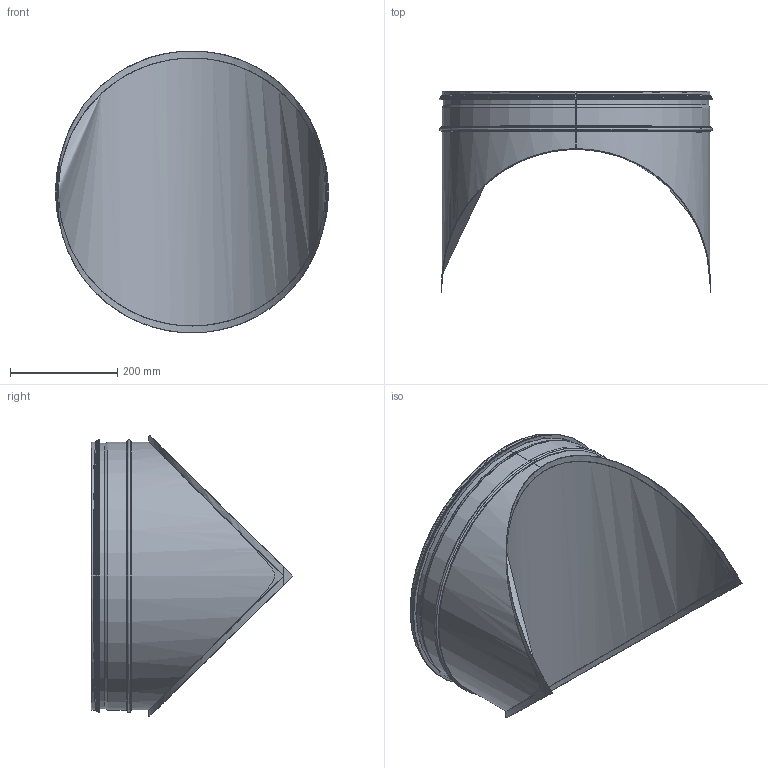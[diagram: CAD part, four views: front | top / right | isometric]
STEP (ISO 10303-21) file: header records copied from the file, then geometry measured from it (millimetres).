
FILE_DESCRIPTION((''),'2;1');
FILE_NAME('HPS-500-500.stp','2014-02-24T07:57:55',(''),(''),'Autodesk Inventor 2013','Autodesk Inventor 2013','');
FILE_SCHEMA(('AUTOMOTIVE_DESIGN { 1 2 10303 214 0 1 1 1 }'));
Length unit declared in the file: millimetre
Products named in the file (5): HPS-500-500; 999010; HPSRörämne_500-500; HPSRörämnesdel_500-500; SvepHPS_500-500
Assembly tree (4 placements, depth 3):
  HPS-500-500
    999010
    HPSRörämne_500-500
      HPSRörämnesdel_500-500
      SvepHPS_500-500
Bounding box: 509.15 x 375.38 x 524.79 mm (x, y, z)
Volume: 1354849.9 mm3; surface area: 781856 mm2
Topology: 3 solids, 3 shells, 93 faces, 188 edges, 103 vertices
Faces by surface type: plane 43, torus 20, cylinder 20, cone 10
Full cylindrical faces by diameter (mm): 492.95 x1, 493.95 x1, 495.15 x1, 497.75 x6, 498.75 x3, 498.8 x1, 504.15 x1, 509.15 x1
Entity records: 2929 total; most frequent: CARTESIAN_POINT 750, DIRECTION 464, ORIENTED_EDGE 346, AXIS2_PLACEMENT_3D 192, EDGE_CURVE 173, EDGE_LOOP 114, VERTEX_POINT 103, STYLED_ITEM 96
